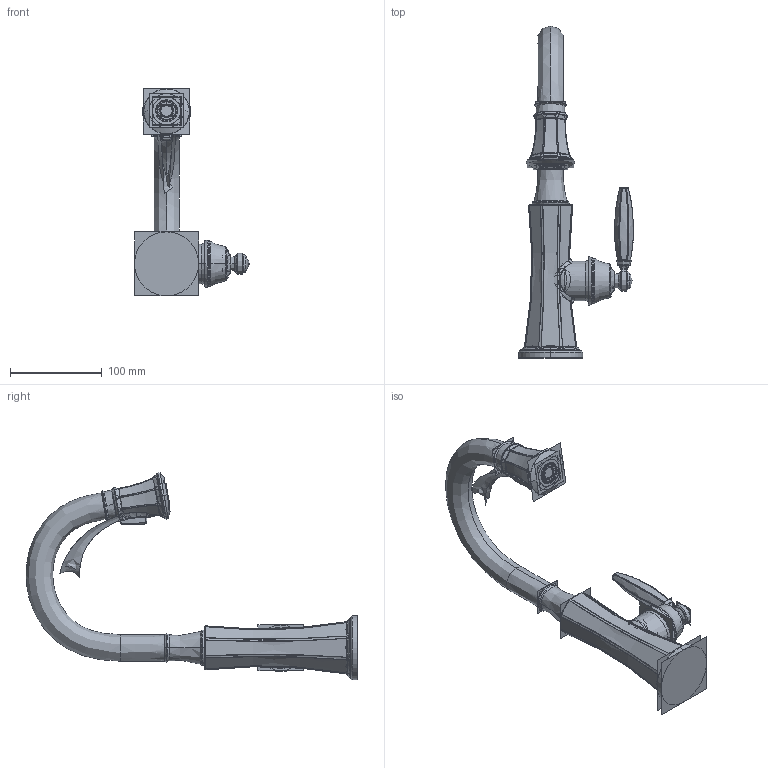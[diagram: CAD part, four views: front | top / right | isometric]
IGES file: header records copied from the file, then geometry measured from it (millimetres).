
Start section:  PTC IGES file: 12038.igs
Global section: file name: 12038.igs; native system: Creo Parametric by PTC Inc.; preprocessor: 2018400; author: jinson.thomas; organization: Unknown; date: 20210407.114958; units: inch
Bounding box: 124.9 x 360.94 x 225.93 mm (x, y, z)
Volume: 1415845.4 mm3; surface area: 830897.1 mm2
Topology: 2 solids, 4 shells, 1220 faces, 7150 edges, 9969 vertices
Faces by surface type: bspline 664, revolution 556
